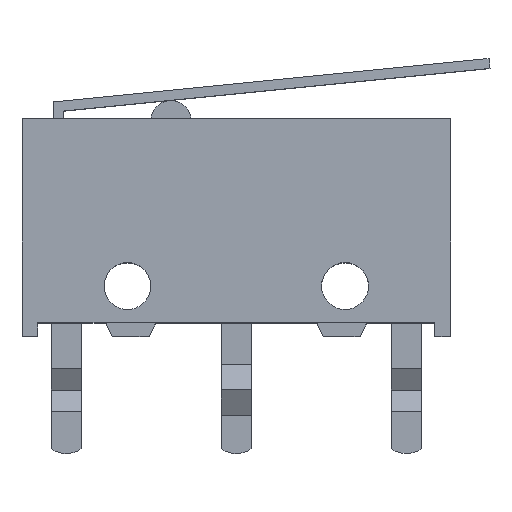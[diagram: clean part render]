
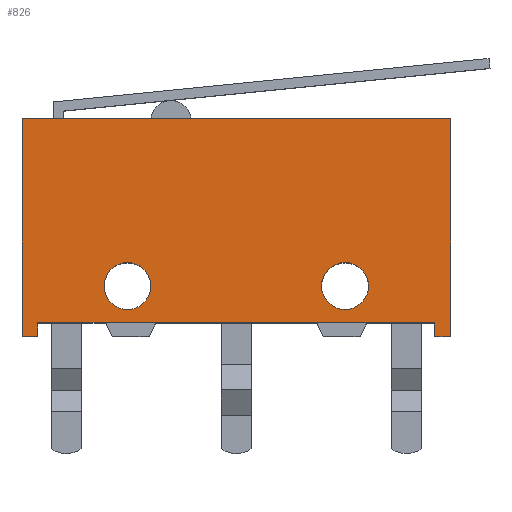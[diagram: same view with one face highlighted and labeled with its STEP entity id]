
A CAD part, top view. The second image highlights one B-rep face of the part: STEP entity #826.
In plain terms, the highlighted planar face has unit normal (0, 0, 1).
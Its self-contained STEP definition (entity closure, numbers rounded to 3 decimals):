
#273 = VERTEX_POINT('',#274);
#274 = CARTESIAN_POINT('',(0.7,0.,5.8));
#280 = EDGE_CURVE('',#273,#281,#283,.T.);
#281 = VERTEX_POINT('',#282);
#282 = CARTESIAN_POINT('',(-0.7,0.,5.8));
#283 = CIRCLE('',#284,0.7);
#284 = AXIS2_PLACEMENT_3D('',#285,#286,#287);
#285 = CARTESIAN_POINT('',(0.,0.,5.8));
#286 = DIRECTION('',(0.,0.,-1.));
#287 = DIRECTION('',(1.,0.,0.));
#315 = VERTEX_POINT('',#316);
#316 = CARTESIAN_POINT('',(-5.8,0.,5.8));
#322 = EDGE_CURVE('',#315,#323,#325,.T.);
#323 = VERTEX_POINT('',#324);
#324 = CARTESIAN_POINT('',(-7.2,0.,5.8));
#325 = CIRCLE('',#326,0.7);
#326 = AXIS2_PLACEMENT_3D('',#327,#328,#329);
#327 = CARTESIAN_POINT('',(-6.5,0.,5.8));
#328 = DIRECTION('',(0.,0.,-1.));
#329 = DIRECTION('',(1.,0.,0.));
#446 = EDGE_CURVE('',#281,#273,#447,.T.);
#447 = CIRCLE('',#448,0.7);
#448 = AXIS2_PLACEMENT_3D('',#449,#450,#451);
#449 = CARTESIAN_POINT('',(0.,0.,5.8));
#450 = DIRECTION('',(0.,0.,-1.));
#451 = DIRECTION('',(1.,0.,0.));
#464 = EDGE_CURVE('',#323,#315,#465,.T.);
#465 = CIRCLE('',#466,0.7);
#466 = AXIS2_PLACEMENT_3D('',#467,#468,#469);
#467 = CARTESIAN_POINT('',(-6.5,0.,5.8));
#468 = DIRECTION('',(0.,0.,-1.));
#469 = DIRECTION('',(1.,0.,0.));
#653 = VERTEX_POINT('',#654);
#654 = CARTESIAN_POINT('',(2.675,-1.1,5.8));
#660 = EDGE_CURVE('',#653,#661,#663,.T.);
#661 = VERTEX_POINT('',#662);
#662 = CARTESIAN_POINT('',(-9.175,-1.1,5.8));
#663 = LINE('',#664,#665);
#664 = CARTESIAN_POINT('',(-9.175,-1.1,5.8));
#665 = VECTOR('',#666,1.);
#666 = DIRECTION('',(-1.,0.,0.));
#684 = VERTEX_POINT('',#685);
#685 = CARTESIAN_POINT('',(-9.65,-1.5,5.8));
#691 = EDGE_CURVE('',#692,#684,#694,.T.);
#692 = VERTEX_POINT('',#693);
#693 = CARTESIAN_POINT('',(-9.65,5.,5.8));
#694 = LINE('',#695,#696);
#695 = CARTESIAN_POINT('',(-9.65,-1.5,5.8));
#696 = VECTOR('',#697,1.);
#697 = DIRECTION('',(0.,-1.,0.));
#783 = EDGE_CURVE('',#784,#692,#786,.T.);
#784 = VERTEX_POINT('',#785);
#785 = CARTESIAN_POINT('',(3.15,5.,5.8));
#786 = LINE('',#787,#788);
#787 = CARTESIAN_POINT('',(3.15,5.,5.8));
#788 = VECTOR('',#789,1.);
#789 = DIRECTION('',(-1.,0.,0.));
#807 = EDGE_CURVE('',#808,#784,#810,.T.);
#808 = VERTEX_POINT('',#809);
#809 = CARTESIAN_POINT('',(3.15,-1.5,5.8));
#810 = LINE('',#811,#812);
#811 = CARTESIAN_POINT('',(3.15,-1.5,5.8));
#812 = VECTOR('',#813,1.);
#813 = DIRECTION('',(0.,1.,0.));
#826 = ADVANCED_FACE('',(#827,#831,#835),#869,.T.);
#827 = FACE_BOUND('',#828,.T.);
#828 = EDGE_LOOP('',(#829,#830));
#829 = ORIENTED_EDGE('',*,*,#280,.T.);
#830 = ORIENTED_EDGE('',*,*,#446,.T.);
#831 = FACE_BOUND('',#832,.T.);
#832 = EDGE_LOOP('',(#833,#834));
#833 = ORIENTED_EDGE('',*,*,#322,.T.);
#834 = ORIENTED_EDGE('',*,*,#464,.T.);
#835 = FACE_BOUND('',#836,.T.);
#836 = EDGE_LOOP('',(#837,#838,#846,#852,#853,#861,#867,#868));
#837 = ORIENTED_EDGE('',*,*,#691,.T.);
#838 = ORIENTED_EDGE('',*,*,#839,.T.);
#839 = EDGE_CURVE('',#684,#840,#842,.T.);
#840 = VERTEX_POINT('',#841);
#841 = CARTESIAN_POINT('',(-9.175,-1.5,5.8));
#842 = LINE('',#843,#844);
#843 = CARTESIAN_POINT('',(3.15,-1.5,5.8));
#844 = VECTOR('',#845,1.);
#845 = DIRECTION('',(1.,0.,0.));
#846 = ORIENTED_EDGE('',*,*,#847,.T.);
#847 = EDGE_CURVE('',#840,#661,#848,.T.);
#848 = LINE('',#849,#850);
#849 = CARTESIAN_POINT('',(-9.175,5.,5.8));
#850 = VECTOR('',#851,1.);
#851 = DIRECTION('',(0.,1.,0.));
#852 = ORIENTED_EDGE('',*,*,#660,.F.);
#853 = ORIENTED_EDGE('',*,*,#854,.T.);
#854 = EDGE_CURVE('',#653,#855,#857,.T.);
#855 = VERTEX_POINT('',#856);
#856 = CARTESIAN_POINT('',(2.675,-1.5,5.8));
#857 = LINE('',#858,#859);
#858 = CARTESIAN_POINT('',(2.675,5.,5.8));
#859 = VECTOR('',#860,1.);
#860 = DIRECTION('',(0.,-1.,0.));
#861 = ORIENTED_EDGE('',*,*,#862,.T.);
#862 = EDGE_CURVE('',#855,#808,#863,.T.);
#863 = LINE('',#864,#865);
#864 = CARTESIAN_POINT('',(3.15,-1.5,5.8));
#865 = VECTOR('',#866,1.);
#866 = DIRECTION('',(1.,0.,0.));
#867 = ORIENTED_EDGE('',*,*,#807,.T.);
#868 = ORIENTED_EDGE('',*,*,#783,.T.);
#869 = PLANE('',#870);
#870 = AXIS2_PLACEMENT_3D('',#871,#872,#873);
#871 = CARTESIAN_POINT('',(3.15,5.,5.8));
#872 = DIRECTION('',(0.,0.,1.));
#873 = DIRECTION('',(1.,0.,0.));
